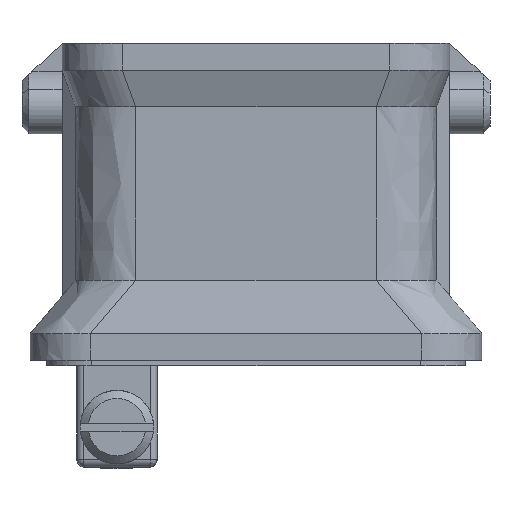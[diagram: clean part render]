
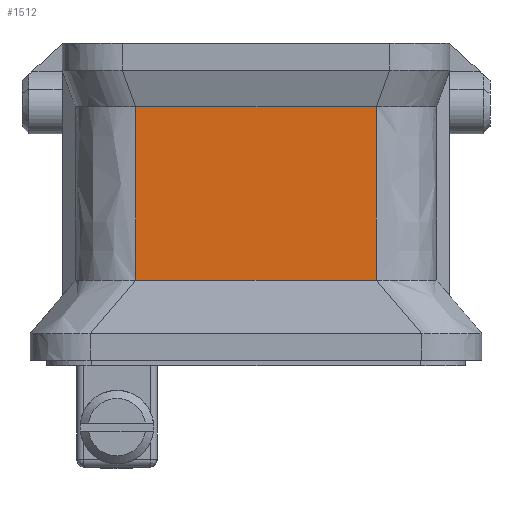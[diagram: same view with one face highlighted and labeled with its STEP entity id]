
A CAD part, left-side view. The second image highlights one B-rep face of the part: STEP entity #1512.
In plain terms, the highlighted planar face has unit normal (-1, 0, 0).
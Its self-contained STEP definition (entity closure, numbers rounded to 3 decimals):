
#472=B_SPLINE_CURVE_WITH_KNOTS('',3,(#12086,#12087,#12088,#12089),
 .UNSPECIFIED.,.F.,.F.,(4,4),(0.,1.),.UNSPECIFIED.);
#484=B_SPLINE_CURVE_WITH_KNOTS('',3,(#12222,#12223,#12224,#12225),
 .UNSPECIFIED.,.F.,.F.,(4,4),(0.,1.),.UNSPECIFIED.);
#835=FACE_OUTER_BOUND('',#2365,.T.);
#1512=ADVANCED_FACE('',(#835),#1931,.T.);
#1931=PLANE('',#8909);
#2365=EDGE_LOOP('',(#3730,#3731,#3732,#3733));
#3730=ORIENTED_EDGE('',*,*,#6535,.F.);
#3731=ORIENTED_EDGE('',*,*,#6020,.T.);
#3732=ORIENTED_EDGE('',*,*,#6536,.T.);
#3733=ORIENTED_EDGE('',*,*,#6036,.T.);
#5235=VERTEX_POINT('',#12060);
#5237=VERTEX_POINT('',#12085);
#5247=VERTEX_POINT('',#12196);
#5249=VERTEX_POINT('',#12221);
#6020=EDGE_CURVE('',#5235,#5237,#472,.T.);
#6036=EDGE_CURVE('',#5247,#5249,#484,.T.);
#6535=EDGE_CURVE('',#5235,#5249,#7478,.T.);
#6536=EDGE_CURVE('',#5237,#5247,#7479,.T.);
#7478=LINE('',#13340,#8234);
#7479=LINE('',#13342,#8235);
#8234=VECTOR('',#10355,1.);
#8235=VECTOR('',#10358,1.);
#8909=AXIS2_PLACEMENT_3D('',#13344,#10361,#10362);
#10355=DIRECTION('',(0.,1.,0.));
#10358=DIRECTION('',(0.,1.,0.));
#10361=DIRECTION('',(-1.,0.,0.));
#10362=DIRECTION('',(0.,0.,1.));
#12060=CARTESIAN_POINT('',(-23.,-9.,2.5));
#12085=CARTESIAN_POINT('',(-23.,-9.,15.453));
#12086=CARTESIAN_POINT('',(-23.,-9.,2.5));
#12087=CARTESIAN_POINT('',(-23.,-9.,6.818));
#12088=CARTESIAN_POINT('',(-23.,-9.,11.135));
#12089=CARTESIAN_POINT('',(-23.,-9.,15.453));
#12196=CARTESIAN_POINT('',(-23.,9.,15.453));
#12221=CARTESIAN_POINT('',(-23.,9.,2.5));
#12222=CARTESIAN_POINT('',(-23.,9.,15.453));
#12223=CARTESIAN_POINT('',(-23.,9.,11.135));
#12224=CARTESIAN_POINT('',(-23.,9.,6.818));
#12225=CARTESIAN_POINT('',(-23.,9.,2.5));
#13340=CARTESIAN_POINT('',(-23.,-18.59,2.5));
#13342=CARTESIAN_POINT('',(-23.,-18.59,15.453));
#13344=CARTESIAN_POINT('',(-23.,-18.59,2.5));
